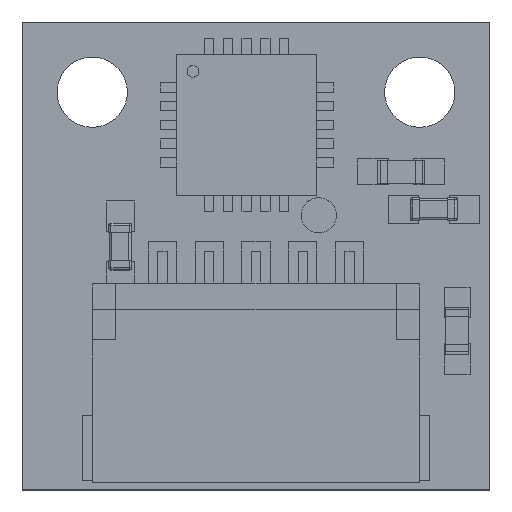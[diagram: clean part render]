
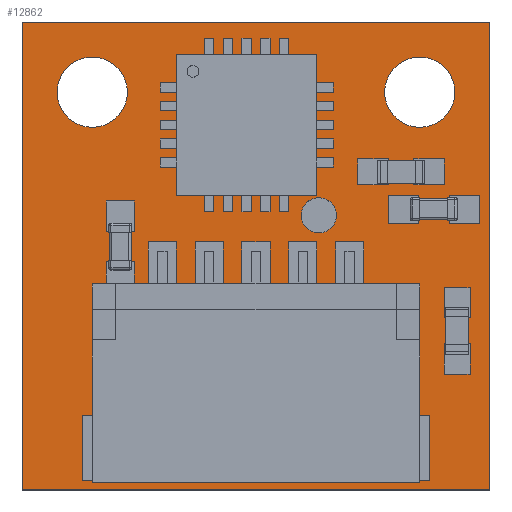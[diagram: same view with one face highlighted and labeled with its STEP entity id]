
A CAD part, top view. The second image highlights one B-rep face of the part: STEP entity #12862.
In plain terms, the highlighted planar face has unit normal (0, 0, 1).
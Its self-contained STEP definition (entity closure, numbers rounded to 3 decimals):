
#12224 = VERTEX_POINT('',#12225);
#12225 = CARTESIAN_POINT('',(15.,10.,0.6));
#12232 = PLANE('',#12233);
#12233 = AXIS2_PLACEMENT_3D('',#12234,#12235,#12236);
#12234 = CARTESIAN_POINT('',(15.,10.,0.));
#12235 = DIRECTION('',(0.,1.,0.));
#12236 = DIRECTION('',(1.,0.,0.));
#12244 = PLANE('',#12245);
#12245 = AXIS2_PLACEMENT_3D('',#12246,#12247,#12248);
#12246 = CARTESIAN_POINT('',(15.,20.,0.));
#12247 = DIRECTION('',(1.,0.,0.));
#12248 = DIRECTION('',(0.,-1.,0.));
#12256 = EDGE_CURVE('',#12224,#12257,#12259,.T.);
#12257 = VERTEX_POINT('',#12258);
#12258 = CARTESIAN_POINT('',(25.,10.,0.6));
#12259 = SURFACE_CURVE('',#12260,(#12264,#12271),.PCURVE_S1.);
#12260 = LINE('',#12261,#12262);
#12261 = CARTESIAN_POINT('',(15.,10.,0.6));
#12262 = VECTOR('',#12263,1.);
#12263 = DIRECTION('',(1.,0.,0.));
#12264 = PCURVE('',#12232,#12265);
#12265 = DEFINITIONAL_REPRESENTATION('',(#12266),#12270);
#12266 = LINE('',#12267,#12268);
#12267 = CARTESIAN_POINT('',(0.,-0.6));
#12268 = VECTOR('',#12269,1.);
#12269 = DIRECTION('',(1.,0.));
#12270 = ( GEOMETRIC_REPRESENTATION_CONTEXT(2) 
PARAMETRIC_REPRESENTATION_CONTEXT() REPRESENTATION_CONTEXT('2D SPACE',''
  ) );
#12271 = PCURVE('',#12272,#12277);
#12272 = PLANE('',#12273);
#12273 = AXIS2_PLACEMENT_3D('',#12274,#12275,#12276);
#12274 = CARTESIAN_POINT('',(20.,15.,0.6));
#12275 = DIRECTION('',(0.,0.,1.));
#12276 = DIRECTION('',(1.,0.,-0.));
#12277 = DEFINITIONAL_REPRESENTATION('',(#12278),#12282);
#12278 = LINE('',#12279,#12280);
#12279 = CARTESIAN_POINT('',(-5.,-5.));
#12280 = VECTOR('',#12281,1.);
#12281 = DIRECTION('',(1.,0.));
#12282 = ( GEOMETRIC_REPRESENTATION_CONTEXT(2) 
PARAMETRIC_REPRESENTATION_CONTEXT() REPRESENTATION_CONTEXT('2D SPACE',''
  ) );
#12300 = PLANE('',#12301);
#12301 = AXIS2_PLACEMENT_3D('',#12302,#12303,#12304);
#12302 = CARTESIAN_POINT('',(25.,10.,0.));
#12303 = DIRECTION('',(-1.,0.,0.));
#12304 = DIRECTION('',(0.,1.,0.));
#12344 = VERTEX_POINT('',#12345);
#12345 = CARTESIAN_POINT('',(15.,20.,0.6));
#12359 = PLANE('',#12360);
#12360 = AXIS2_PLACEMENT_3D('',#12361,#12362,#12363);
#12361 = CARTESIAN_POINT('',(25.,20.,0.));
#12362 = DIRECTION('',(0.,-1.,0.));
#12363 = DIRECTION('',(-1.,0.,0.));
#12371 = EDGE_CURVE('',#12344,#12224,#12372,.T.);
#12372 = SURFACE_CURVE('',#12373,(#12377,#12384),.PCURVE_S1.);
#12373 = LINE('',#12374,#12375);
#12374 = CARTESIAN_POINT('',(15.,20.,0.6));
#12375 = VECTOR('',#12376,1.);
#12376 = DIRECTION('',(0.,-1.,0.));
#12377 = PCURVE('',#12244,#12378);
#12378 = DEFINITIONAL_REPRESENTATION('',(#12379),#12383);
#12379 = LINE('',#12380,#12381);
#12380 = CARTESIAN_POINT('',(0.,-0.6));
#12381 = VECTOR('',#12382,1.);
#12382 = DIRECTION('',(1.,0.));
#12383 = ( GEOMETRIC_REPRESENTATION_CONTEXT(2) 
PARAMETRIC_REPRESENTATION_CONTEXT() REPRESENTATION_CONTEXT('2D SPACE',''
  ) );
#12384 = PCURVE('',#12272,#12385);
#12385 = DEFINITIONAL_REPRESENTATION('',(#12386),#12390);
#12386 = LINE('',#12387,#12388);
#12387 = CARTESIAN_POINT('',(-5.,5.));
#12388 = VECTOR('',#12389,1.);
#12389 = DIRECTION('',(0.,-1.));
#12390 = ( GEOMETRIC_REPRESENTATION_CONTEXT(2) 
PARAMETRIC_REPRESENTATION_CONTEXT() REPRESENTATION_CONTEXT('2D SPACE',''
  ) );
#12418 = EDGE_CURVE('',#12257,#12419,#12421,.T.);
#12419 = VERTEX_POINT('',#12420);
#12420 = CARTESIAN_POINT('',(25.,20.,0.6));
#12421 = SURFACE_CURVE('',#12422,(#12426,#12433),.PCURVE_S1.);
#12422 = LINE('',#12423,#12424);
#12423 = CARTESIAN_POINT('',(25.,10.,0.6));
#12424 = VECTOR('',#12425,1.);
#12425 = DIRECTION('',(0.,1.,0.));
#12426 = PCURVE('',#12300,#12427);
#12427 = DEFINITIONAL_REPRESENTATION('',(#12428),#12432);
#12428 = LINE('',#12429,#12430);
#12429 = CARTESIAN_POINT('',(0.,-0.6));
#12430 = VECTOR('',#12431,1.);
#12431 = DIRECTION('',(1.,0.));
#12432 = ( GEOMETRIC_REPRESENTATION_CONTEXT(2) 
PARAMETRIC_REPRESENTATION_CONTEXT() REPRESENTATION_CONTEXT('2D SPACE',''
  ) );
#12433 = PCURVE('',#12272,#12434);
#12434 = DEFINITIONAL_REPRESENTATION('',(#12435),#12439);
#12435 = LINE('',#12436,#12437);
#12436 = CARTESIAN_POINT('',(5.,-5.));
#12437 = VECTOR('',#12438,1.);
#12438 = DIRECTION('',(0.,1.));
#12439 = ( GEOMETRIC_REPRESENTATION_CONTEXT(2) 
PARAMETRIC_REPRESENTATION_CONTEXT() REPRESENTATION_CONTEXT('2D SPACE',''
  ) );
#12489 = EDGE_CURVE('',#12419,#12344,#12490,.T.);
#12490 = SURFACE_CURVE('',#12491,(#12495,#12502),.PCURVE_S1.);
#12491 = LINE('',#12492,#12493);
#12492 = CARTESIAN_POINT('',(25.,20.,0.6));
#12493 = VECTOR('',#12494,1.);
#12494 = DIRECTION('',(-1.,0.,0.));
#12495 = PCURVE('',#12359,#12496);
#12496 = DEFINITIONAL_REPRESENTATION('',(#12497),#12501);
#12497 = LINE('',#12498,#12499);
#12498 = CARTESIAN_POINT('',(0.,-0.6));
#12499 = VECTOR('',#12500,1.);
#12500 = DIRECTION('',(1.,0.));
#12501 = ( GEOMETRIC_REPRESENTATION_CONTEXT(2) 
PARAMETRIC_REPRESENTATION_CONTEXT() REPRESENTATION_CONTEXT('2D SPACE',''
  ) );
#12502 = PCURVE('',#12272,#12503);
#12503 = DEFINITIONAL_REPRESENTATION('',(#12504),#12508);
#12504 = LINE('',#12505,#12506);
#12505 = CARTESIAN_POINT('',(5.,5.));
#12506 = VECTOR('',#12507,1.);
#12507 = DIRECTION('',(-1.,0.));
#12508 = ( GEOMETRIC_REPRESENTATION_CONTEXT(2) 
PARAMETRIC_REPRESENTATION_CONTEXT() REPRESENTATION_CONTEXT('2D SPACE',''
  ) );
#12545 = CYLINDRICAL_SURFACE('',#12546,0.526);
#12546 = AXIS2_PLACEMENT_3D('',#12547,#12548,#12549);
#12547 = CARTESIAN_POINT('',(18.656,13.181,0.));
#12548 = DIRECTION('',(-0.,-0.,-1.));
#12549 = DIRECTION('',(1.,0.,0.));
#12565 = VERTEX_POINT('',#12566);
#12566 = CARTESIAN_POINT('',(19.182,13.181,0.6));
#12587 = EDGE_CURVE('',#12565,#12565,#12588,.T.);
#12588 = SURFACE_CURVE('',#12589,(#12594,#12601),.PCURVE_S1.);
#12589 = CIRCLE('',#12590,0.526);
#12590 = AXIS2_PLACEMENT_3D('',#12591,#12592,#12593);
#12591 = CARTESIAN_POINT('',(18.656,13.181,0.6));
#12592 = DIRECTION('',(0.,0.,1.));
#12593 = DIRECTION('',(1.,0.,-0.));
#12594 = PCURVE('',#12545,#12595);
#12595 = DEFINITIONAL_REPRESENTATION('',(#12596),#12600);
#12596 = LINE('',#12597,#12598);
#12597 = CARTESIAN_POINT('',(6.283,-0.6));
#12598 = VECTOR('',#12599,1.);
#12599 = DIRECTION('',(-1.,0.));
#12600 = ( GEOMETRIC_REPRESENTATION_CONTEXT(2) 
PARAMETRIC_REPRESENTATION_CONTEXT() REPRESENTATION_CONTEXT('2D SPACE',''
  ) );
#12601 = PCURVE('',#12272,#12602);
#12602 = DEFINITIONAL_REPRESENTATION('',(#12603),#12607);
#12603 = CIRCLE('',#12604,0.526);
#12604 = AXIS2_PLACEMENT_2D('',#12605,#12606);
#12605 = CARTESIAN_POINT('',(-1.344,-1.819));
#12606 = DIRECTION('',(1.,0.));
#12607 = ( GEOMETRIC_REPRESENTATION_CONTEXT(2) 
PARAMETRIC_REPRESENTATION_CONTEXT() REPRESENTATION_CONTEXT('2D SPACE',''
  ) );
#12623 = CYLINDRICAL_SURFACE('',#12624,0.376);
#12624 = AXIS2_PLACEMENT_3D('',#12625,#12626,#12627);
#12625 = CARTESIAN_POINT('',(21.344,15.869,0.));
#12626 = DIRECTION('',(-0.,-0.,-1.));
#12627 = DIRECTION('',(1.,0.,0.));
#12643 = VERTEX_POINT('',#12644);
#12644 = CARTESIAN_POINT('',(21.72,15.869,0.6));
#12665 = EDGE_CURVE('',#12643,#12643,#12666,.T.);
#12666 = SURFACE_CURVE('',#12667,(#12672,#12679),.PCURVE_S1.);
#12667 = CIRCLE('',#12668,0.376);
#12668 = AXIS2_PLACEMENT_3D('',#12669,#12670,#12671);
#12669 = CARTESIAN_POINT('',(21.344,15.869,0.6));
#12670 = DIRECTION('',(0.,0.,1.));
#12671 = DIRECTION('',(1.,0.,-0.));
#12672 = PCURVE('',#12623,#12673);
#12673 = DEFINITIONAL_REPRESENTATION('',(#12674),#12678);
#12674 = LINE('',#12675,#12676);
#12675 = CARTESIAN_POINT('',(6.283,-0.6));
#12676 = VECTOR('',#12677,1.);
#12677 = DIRECTION('',(-1.,0.));
#12678 = ( GEOMETRIC_REPRESENTATION_CONTEXT(2) 
PARAMETRIC_REPRESENTATION_CONTEXT() REPRESENTATION_CONTEXT('2D SPACE',''
  ) );
#12679 = PCURVE('',#12272,#12680);
#12680 = DEFINITIONAL_REPRESENTATION('',(#12681),#12685);
#12681 = CIRCLE('',#12682,0.376);
#12682 = AXIS2_PLACEMENT_2D('',#12683,#12684);
#12683 = CARTESIAN_POINT('',(1.344,0.869));
#12684 = DIRECTION('',(1.,0.));
#12685 = ( GEOMETRIC_REPRESENTATION_CONTEXT(2) 
PARAMETRIC_REPRESENTATION_CONTEXT() REPRESENTATION_CONTEXT('2D SPACE',''
  ) );
#12701 = CYLINDRICAL_SURFACE('',#12702,0.751);
#12702 = AXIS2_PLACEMENT_3D('',#12703,#12704,#12705);
#12703 = CARTESIAN_POINT('',(16.5,18.5,0.));
#12704 = DIRECTION('',(-0.,-0.,-1.));
#12705 = DIRECTION('',(1.,0.,0.));
#12721 = VERTEX_POINT('',#12722);
#12722 = CARTESIAN_POINT('',(17.251,18.5,0.6));
#12743 = EDGE_CURVE('',#12721,#12721,#12744,.T.);
#12744 = SURFACE_CURVE('',#12745,(#12750,#12757),.PCURVE_S1.);
#12745 = CIRCLE('',#12746,0.751);
#12746 = AXIS2_PLACEMENT_3D('',#12747,#12748,#12749);
#12747 = CARTESIAN_POINT('',(16.5,18.5,0.6));
#12748 = DIRECTION('',(0.,0.,1.));
#12749 = DIRECTION('',(1.,0.,-0.));
#12750 = PCURVE('',#12701,#12751);
#12751 = DEFINITIONAL_REPRESENTATION('',(#12752),#12756);
#12752 = LINE('',#12753,#12754);
#12753 = CARTESIAN_POINT('',(6.283,-0.6));
#12754 = VECTOR('',#12755,1.);
#12755 = DIRECTION('',(-1.,0.));
#12756 = ( GEOMETRIC_REPRESENTATION_CONTEXT(2) 
PARAMETRIC_REPRESENTATION_CONTEXT() REPRESENTATION_CONTEXT('2D SPACE',''
  ) );
#12757 = PCURVE('',#12272,#12758);
#12758 = DEFINITIONAL_REPRESENTATION('',(#12759),#12763);
#12759 = CIRCLE('',#12760,0.751);
#12760 = AXIS2_PLACEMENT_2D('',#12761,#12762);
#12761 = CARTESIAN_POINT('',(-3.5,3.5));
#12762 = DIRECTION('',(1.,0.));
#12763 = ( GEOMETRIC_REPRESENTATION_CONTEXT(2) 
PARAMETRIC_REPRESENTATION_CONTEXT() REPRESENTATION_CONTEXT('2D SPACE',''
  ) );
#12779 = CYLINDRICAL_SURFACE('',#12780,0.751);
#12780 = AXIS2_PLACEMENT_3D('',#12781,#12782,#12783);
#12781 = CARTESIAN_POINT('',(23.5,18.5,0.));
#12782 = DIRECTION('',(-0.,-0.,-1.));
#12783 = DIRECTION('',(1.,0.,0.));
#12799 = VERTEX_POINT('',#12800);
#12800 = CARTESIAN_POINT('',(24.251,18.5,0.6));
#12821 = EDGE_CURVE('',#12799,#12799,#12822,.T.);
#12822 = SURFACE_CURVE('',#12823,(#12828,#12835),.PCURVE_S1.);
#12823 = CIRCLE('',#12824,0.751);
#12824 = AXIS2_PLACEMENT_3D('',#12825,#12826,#12827);
#12825 = CARTESIAN_POINT('',(23.5,18.5,0.6));
#12826 = DIRECTION('',(0.,0.,1.));
#12827 = DIRECTION('',(1.,0.,-0.));
#12828 = PCURVE('',#12779,#12829);
#12829 = DEFINITIONAL_REPRESENTATION('',(#12830),#12834);
#12830 = LINE('',#12831,#12832);
#12831 = CARTESIAN_POINT('',(6.283,-0.6));
#12832 = VECTOR('',#12833,1.);
#12833 = DIRECTION('',(-1.,0.));
#12834 = ( GEOMETRIC_REPRESENTATION_CONTEXT(2) 
PARAMETRIC_REPRESENTATION_CONTEXT() REPRESENTATION_CONTEXT('2D SPACE',''
  ) );
#12835 = PCURVE('',#12272,#12836);
#12836 = DEFINITIONAL_REPRESENTATION('',(#12837),#12841);
#12837 = CIRCLE('',#12838,0.751);
#12838 = AXIS2_PLACEMENT_2D('',#12839,#12840);
#12839 = CARTESIAN_POINT('',(3.5,3.5));
#12840 = DIRECTION('',(1.,0.));
#12841 = ( GEOMETRIC_REPRESENTATION_CONTEXT(2) 
PARAMETRIC_REPRESENTATION_CONTEXT() REPRESENTATION_CONTEXT('2D SPACE',''
  ) );
#12862 = ADVANCED_FACE('',(#12863,#12869,#12872,#12875,#12878),#12272,
  .T.);
#12863 = FACE_BOUND('',#12864,.T.);
#12864 = EDGE_LOOP('',(#12865,#12866,#12867,#12868));
#12865 = ORIENTED_EDGE('',*,*,#12256,.T.);
#12866 = ORIENTED_EDGE('',*,*,#12418,.T.);
#12867 = ORIENTED_EDGE('',*,*,#12489,.T.);
#12868 = ORIENTED_EDGE('',*,*,#12371,.T.);
#12869 = FACE_BOUND('',#12870,.T.);
#12870 = EDGE_LOOP('',(#12871));
#12871 = ORIENTED_EDGE('',*,*,#12587,.F.);
#12872 = FACE_BOUND('',#12873,.T.);
#12873 = EDGE_LOOP('',(#12874));
#12874 = ORIENTED_EDGE('',*,*,#12665,.F.);
#12875 = FACE_BOUND('',#12876,.T.);
#12876 = EDGE_LOOP('',(#12877));
#12877 = ORIENTED_EDGE('',*,*,#12743,.F.);
#12878 = FACE_BOUND('',#12879,.T.);
#12879 = EDGE_LOOP('',(#12880));
#12880 = ORIENTED_EDGE('',*,*,#12821,.F.);
